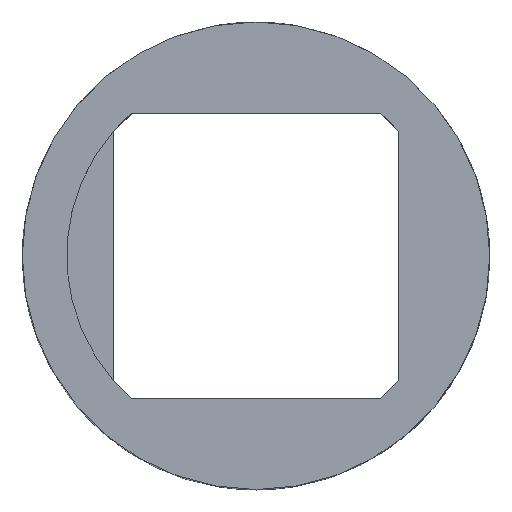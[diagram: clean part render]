
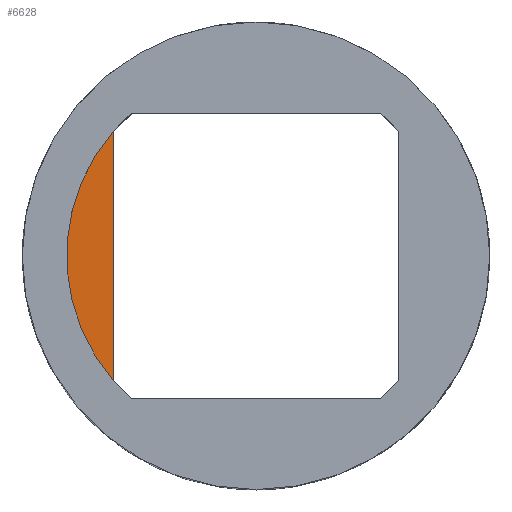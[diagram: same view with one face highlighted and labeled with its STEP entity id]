
A CAD part, top view. The second image highlights one B-rep face of the part: STEP entity #6628.
In plain terms, the highlighted planar face has unit normal (0, 0, 1).
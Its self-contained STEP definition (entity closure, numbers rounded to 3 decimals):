
#1528 = CYLINDRICAL_SURFACE('',#1529,20.25);
#1529 = AXIS2_PLACEMENT_3D('',#1530,#1531,#1532);
#1530 = CARTESIAN_POINT('',(0.,0.,28.906));
#1531 = DIRECTION('',(0.,0.,1.));
#1532 = DIRECTION('',(1.,0.,0.));
#4430 = VERTEX_POINT('',#4431);
#4431 = CARTESIAN_POINT('',(-15.25,13.323,20.406));
#4484 = EDGE_CURVE('',#4430,#4485,#4487,.T.);
#4485 = VERTEX_POINT('',#4486);
#4486 = CARTESIAN_POINT('',(-15.25,-13.323,20.406));
#4487 = SURFACE_CURVE('',#4488,(#4493,#4500),.PCURVE_S1.);
#4488 = CIRCLE('',#4489,20.25);
#4489 = AXIS2_PLACEMENT_3D('',#4490,#4491,#4492);
#4490 = CARTESIAN_POINT('',(0.,0.,20.406));
#4491 = DIRECTION('',(0.,0.,1.));
#4492 = DIRECTION('',(1.,0.,0.));
#4493 = PCURVE('',#1528,#4494);
#4494 = DEFINITIONAL_REPRESENTATION('',(#4495),#4499);
#4495 = LINE('',#4496,#4497);
#4496 = CARTESIAN_POINT('',(0.,-8.5));
#4497 = VECTOR('',#4498,1.);
#4498 = DIRECTION('',(1.,0.));
#4499 = ( GEOMETRIC_REPRESENTATION_CONTEXT(2) 
PARAMETRIC_REPRESENTATION_CONTEXT() REPRESENTATION_CONTEXT('2D SPACE',''
  ) );
#4500 = PCURVE('',#4501,#4506);
#4501 = PLANE('',#4502);
#4502 = AXIS2_PLACEMENT_3D('',#4503,#4504,#4505);
#4503 = CARTESIAN_POINT('',(-15.474,0.,
    20.406));
#4504 = DIRECTION('',(0.,0.,1.));
#4505 = DIRECTION('',(1.,0.,0.));
#4506 = DEFINITIONAL_REPRESENTATION('',(#4507),#4511);
#4507 = CIRCLE('',#4508,20.25);
#4508 = AXIS2_PLACEMENT_2D('',#4509,#4510);
#4509 = CARTESIAN_POINT('',(15.474,0.));
#4510 = DIRECTION('',(1.,0.));
#4511 = ( GEOMETRIC_REPRESENTATION_CONTEXT(2) 
PARAMETRIC_REPRESENTATION_CONTEXT() REPRESENTATION_CONTEXT('2D SPACE',''
  ) );
#6242 = PLANE('',#6243);
#6243 = AXIS2_PLACEMENT_3D('',#6244,#6245,#6246);
#6244 = CARTESIAN_POINT('',(-15.25,13.323,96.161));
#6245 = DIRECTION('',(-1.,0.,0.));
#6246 = DIRECTION('',(0.,-1.,0.));
#6628 = ADVANCED_FACE('',(#6629),#4501,.T.);
#6629 = FACE_BOUND('',#6630,.T.);
#6630 = EDGE_LOOP('',(#6631,#6652));
#6631 = ORIENTED_EDGE('',*,*,#6632,.T.);
#6632 = EDGE_CURVE('',#4485,#4430,#6633,.T.);
#6633 = SURFACE_CURVE('',#6634,(#6638,#6645),.PCURVE_S1.);
#6634 = LINE('',#6635,#6636);
#6635 = CARTESIAN_POINT('',(-15.25,6.661,20.406));
#6636 = VECTOR('',#6637,1.);
#6637 = DIRECTION('',(0.,1.,0.));
#6638 = PCURVE('',#4501,#6639);
#6639 = DEFINITIONAL_REPRESENTATION('',(#6640),#6644);
#6640 = LINE('',#6641,#6642);
#6641 = CARTESIAN_POINT('',(0.224,6.661));
#6642 = VECTOR('',#6643,1.);
#6643 = DIRECTION('',(0.,1.));
#6644 = ( GEOMETRIC_REPRESENTATION_CONTEXT(2) 
PARAMETRIC_REPRESENTATION_CONTEXT() REPRESENTATION_CONTEXT('2D SPACE',''
  ) );
#6645 = PCURVE('',#6242,#6646);
#6646 = DEFINITIONAL_REPRESENTATION('',(#6647),#6651);
#6647 = LINE('',#6648,#6649);
#6648 = CARTESIAN_POINT('',(6.661,-75.755));
#6649 = VECTOR('',#6650,1.);
#6650 = DIRECTION('',(-1.,0.));
#6651 = ( GEOMETRIC_REPRESENTATION_CONTEXT(2) 
PARAMETRIC_REPRESENTATION_CONTEXT() REPRESENTATION_CONTEXT('2D SPACE',''
  ) );
#6652 = ORIENTED_EDGE('',*,*,#4484,.T.);
